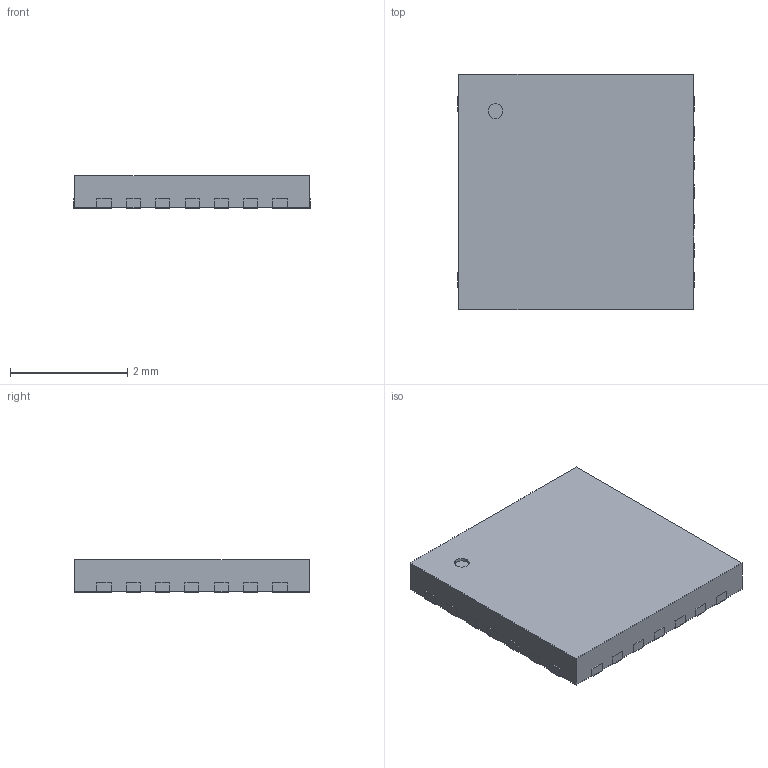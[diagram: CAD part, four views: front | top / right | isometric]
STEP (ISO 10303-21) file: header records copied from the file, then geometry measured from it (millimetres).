
FILE_DESCRIPTION(('FreeCAD Model'),'2;1');
FILE_NAME('Open CASCADE Shape Model','2021-05-12T15:20:17',('Author'),( ''),'Open CASCADE STEP processor 7.5','FreeCAD','Unknown');
FILE_SCHEMA(('AUTOMOTIVE_DESIGN { 1 0 10303 214 1 1 1 1 }'));
Length unit declared in the file: millimetre
Products named in the file (31): Unnamed; Body; Body001; Pin001; Body007; Body008; Body009; Body010; Body011; Body012; Body013; Body014; Body015; Body016; CPin001; CPin002; Pin002; Pin003; Pin004; Pin005; CPin003; CPin004; CPin005; CPin006; CPin007; CPin008; Body029; Body030; Body031; Body032; Body033
Assembly tree (30 placements, depth 2):
  Unnamed
    Body
    Body001
    Pin001
    Body007
    Body008
    Body009
    Body010
    Body011
    Body012
    Body013
    Body014
    Body015
    Body016
    CPin001
    CPin002
    Pin002
    Pin003
    Pin004
    Pin005
    CPin003
    CPin004
    CPin005
    CPin006
    CPin007
    CPin008
    Body029
    Body030
    Body031
    Body032
    Body033
Bounding box: 4.03 x 4.02 x 0.56 mm (x, y, z)
Volume: 9.2 mm3; surface area: 51.4 mm2
Topology: 30 solids, 30 shells, 180 faces, 357 edges, 238 vertices
Faces by surface type: plane 150, cylinder 30
Full cylindrical faces by diameter (mm): 0.25 x2
Entity records: 10041 total; most frequent: CARTESIAN_POINT 1598, DIRECTION 1520, LINE 927, VECTOR 927, ORIENTED_EDGE 714, PCURVE 714, DEFINITIONAL_REPRESENTATION 714, EDGE_CURVE 357
